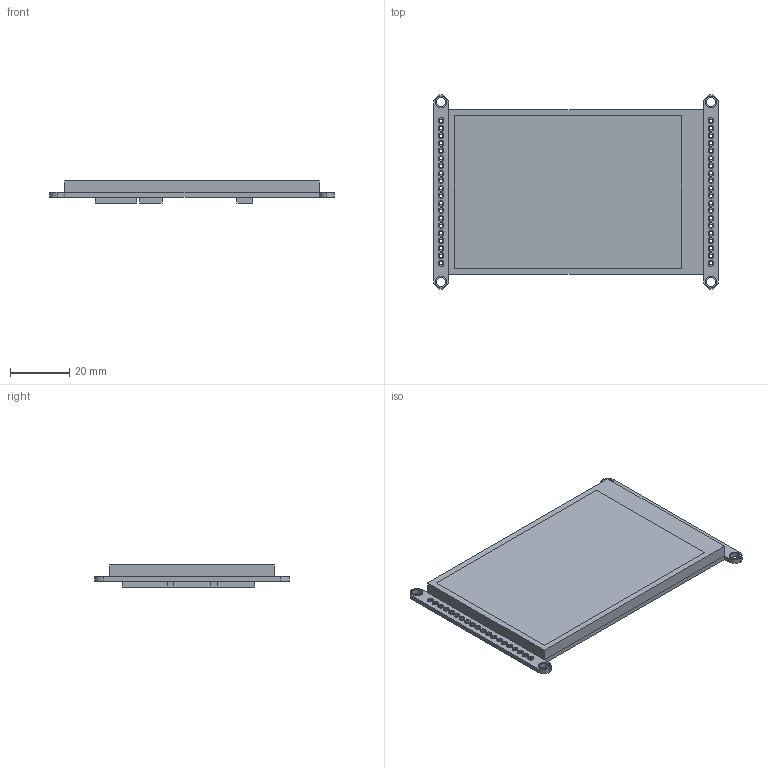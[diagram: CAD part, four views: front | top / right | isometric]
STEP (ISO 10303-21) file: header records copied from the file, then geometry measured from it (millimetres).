
FILE_DESCRIPTION(/* description */ (''),/* implementation_level */ '2;1');
FILE_NAME(/* name */ '3_5_TFT_LCD_component 2021.step',/* time_stamp */ '2022-01-24T11:46:15-06:00',/* author */ (''),/* organization */ (''),/* preprocessor_version */ 'ST-DEVELOPER v18.1',/* originating_system */ 'Autodesk Translation Framework v10.13.0.1454',/* authorisation */ '');
FILE_SCHEMA (('AUTOMOTIVE_DESIGN { 1 0 10303 214 3 1 1 }'));
Length unit declared in the file: millimetre
Products named in the file (3): 3_5_TFT_LCD_component  2021 v2; PantallaLCD; LCD_Pantalla
Assembly tree (2 placements, depth 2):
  3_5_TFT_LCD_component  2021 v2
    PantallaLCD
    LCD_Pantalla
Bounding box: 96.52 x 65.98 x 7.5 mm (x, y, z)
Volume: 28569.1 mm3; surface area: 31088.8 mm2
Topology: 3 solids, 3 shells, 187 faces, 396 edges, 264 vertices
Faces by surface type: cylinder 96, plane 91
Full cylindrical faces by diameter (mm): 1.1 x40, 2 x40, 3 x2, 3.065 x1, 3.067 x1, 4 x4
Entity records: 5512 total; most frequent: DIRECTION 974, CARTESIAN_POINT 853, ORIENTED_EDGE 792, EDGE_CURVE 396, AXIS2_PLACEMENT_3D 385, EDGE_LOOP 324, VERTEX_POINT 264, LINE 204
